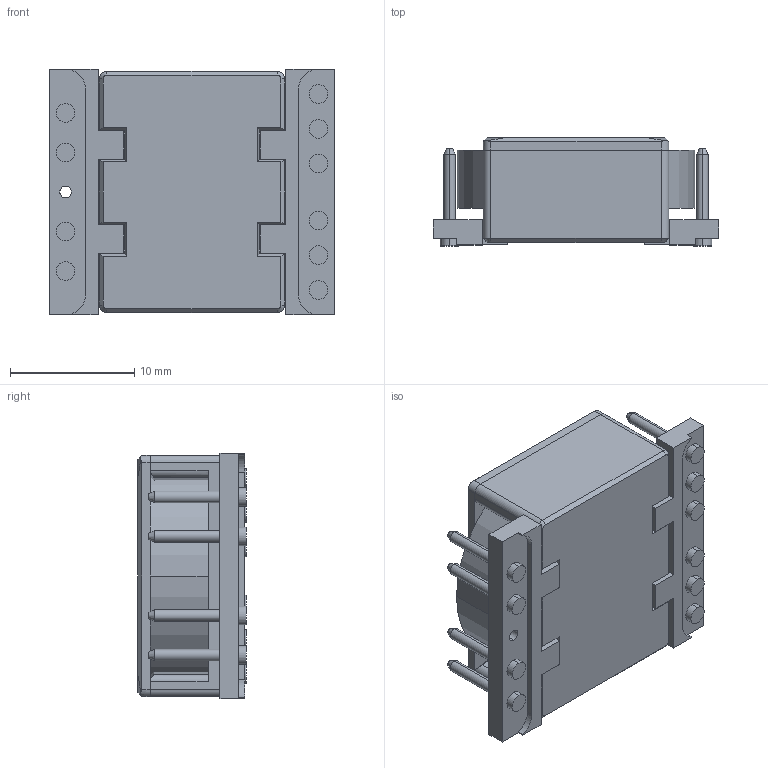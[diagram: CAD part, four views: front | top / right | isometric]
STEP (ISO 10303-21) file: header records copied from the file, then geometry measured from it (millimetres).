
FILE_DESCRIPTION (( 'STEP AP214' ), '1' );
FILE_NAME ('ER194_1103.STEP', '2019-12-12T16:48:18', ( '' ), ( '' ), 'SwSTEP 2.0', 'SolidWorks 2017', '' );
FILE_SCHEMA (( 'AUTOMOTIVE_DESIGN' ));
Length unit declared in the file: millimetre
Products named in the file (5): ER194_1103; 250-1058_coil; 150-2975_b_6A; 150-2975_a_6A; 250-1058_6D
Assembly tree (4 placements, depth 2):
  ER194_1103
    250-1058_6D
    150-2975_a_6A
    150-2975_b_6A
    250-1058_coil
Bounding box: 22.92 x 8.7 x 19.7 mm (x, y, z)
Volume: 2854.4 mm3; surface area: 3369.1 mm2
Topology: 5 solids, 5 shells, 207 faces, 486 edges, 310 vertices
Faces by surface type: plane 117, cylinder 64, cone 26
Entity records: 7055 total; most frequent: CARTESIAN_POINT 1058, DIRECTION 1048, ORIENTED_EDGE 972, EDGE_CURVE 486, AXIS2_PLACEMENT_3D 364, LINE 320, VECTOR 320, VERTEX_POINT 310
